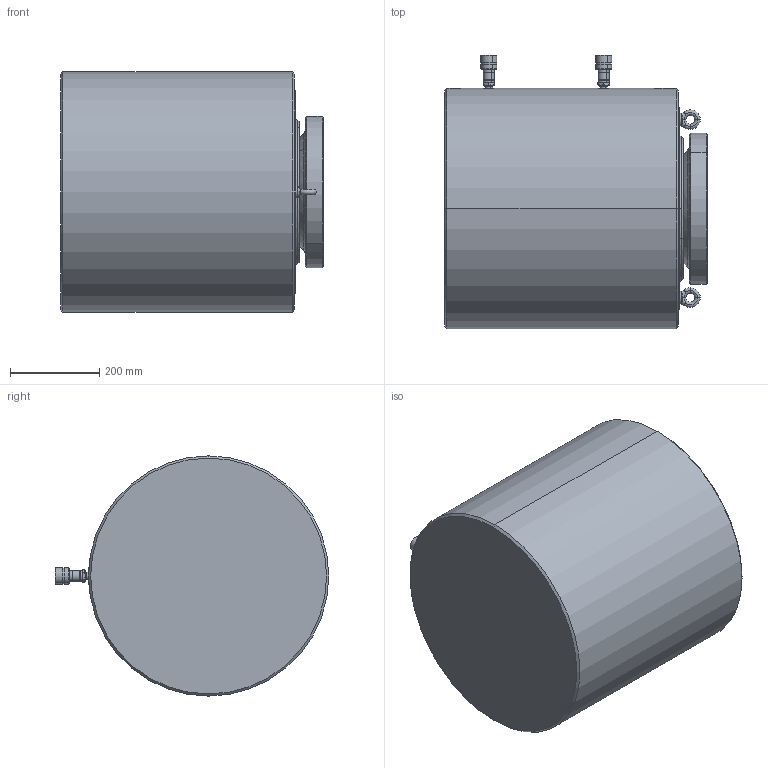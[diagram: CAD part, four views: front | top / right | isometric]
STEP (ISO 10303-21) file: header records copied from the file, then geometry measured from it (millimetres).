
FILE_DESCRIPTION (( 'STEP AP214' ), '1' );
FILE_NAME ('HDA10006.STEP', '2017-02-22T16:47:44', ( '' ), ( '' ), 'SwSTEP 2.0', 'SolidWorks 2017', '' );
FILE_SCHEMA (( 'AUTOMOTIVE_DESIGN' ));
Length unit declared in the file: millimetre
Products named in the file (13): CF1; PISTON TEE SEAL_SEC425GA002; PRC425DH001_DEFAULT; CBC425BH002_DEFAULT; HDA10006; ROD TEE SEAL_SEC320GE002; A1 WIPER_SEC320XE003; SSC425EA001; SOCKET COUNTERSUNK SCREWS_BLC012MF050; SIC050WV001; SAC340WC001; BS4278-M16; SRC300WZ002
Assembly tree (14 placements, depth 2):
  HDA10006
    CBC425BH002_DEFAULT
    PRC425DH001_DEFAULT
    PISTON TEE SEAL_SEC425GA002
    CF1  x2
    SRC300WZ002
    BS4278-M16  x2
    SAC340WC001
    SIC050WV001
    SOCKET COUNTERSUNK SCREWS_BLC012MF050
    SSC425EA001
    A1 WIPER_SEC320XE003
    ROD TEE SEAL_SEC320GE002
Bounding box: 590 x 614.8 x 540 mm (x, y, z)
Volume: 115423188.3 mm3; surface area: 4009997.8 mm2
Topology: 14 solids, 14 shells, 532 faces, 1115 edges, 668 vertices
Faces by surface type: cylinder 190, cone 146, plane 115, torus 69, sphere 8, bspline 4
Entity records: 13799 total; most frequent: CARTESIAN_POINT 3082, DIRECTION 2266, ORIENTED_EDGE 1756, AXIS2_PLACEMENT_3D 991, EDGE_CURVE 878, CIRCLE 552, VERTEX_POINT 539, EDGE_LOOP 507
